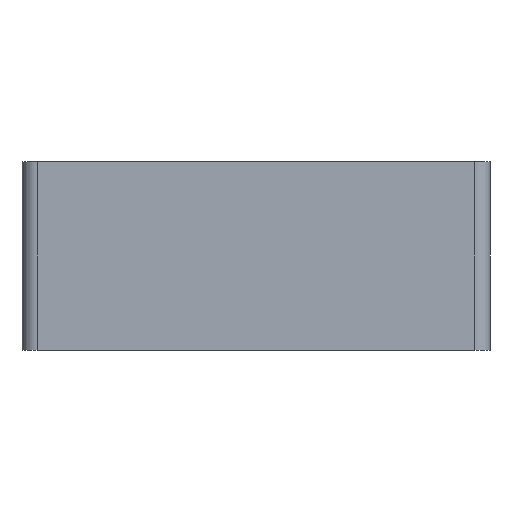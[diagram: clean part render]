
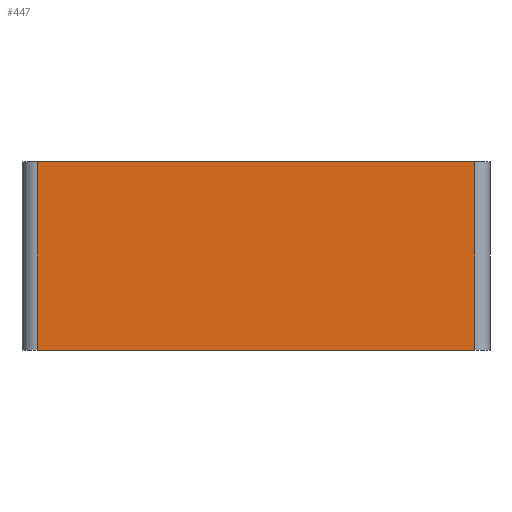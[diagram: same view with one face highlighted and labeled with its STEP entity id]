
A CAD part, left-side view. The second image highlights one B-rep face of the part: STEP entity #447.
In plain terms, the highlighted planar face has unit normal (-1, 0, 0).
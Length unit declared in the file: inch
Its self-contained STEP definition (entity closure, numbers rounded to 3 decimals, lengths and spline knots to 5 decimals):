
#380=CARTESIAN_POINT('',(-0.745,0.435,0.1875));
#381=VERTEX_POINT('',#380);
#399=CARTESIAN_POINT('',(-0.745,0.435,-0.1875));
#400=VERTEX_POINT('',#399);
#408=CARTESIAN_POINT('',(-0.745,0.435,-0.1875));
#409=DIRECTION('',(0.0,0.0,1.0));
#410=VECTOR('',#409,0.375);
#411=LINE('',#408,#410);
#412=EDGE_CURVE('',#400,#381,#411,.T.);
#417=CARTESIAN_POINT('',(-0.745,-0.465,-0.1875));
#418=DIRECTION('',(-1.0,0.0,0.0));
#419=DIRECTION('',(0.0,0.0,1.0));
#420=AXIS2_PLACEMENT_3D('',#417,#418,#419);
#421=PLANE('',#420);
#422=ORIENTED_EDGE('',*,*,#412,.F.);
#423=CARTESIAN_POINT('',(-0.745,-0.435,-0.1875));
#424=VERTEX_POINT('',#423);
#425=CARTESIAN_POINT('',(-0.745,-0.435,-0.1875));
#426=DIRECTION('',(0.0,1.0,0.0));
#427=VECTOR('',#426,0.87);
#428=LINE('',#425,#427);
#429=EDGE_CURVE('',#424,#400,#428,.T.);
#430=ORIENTED_EDGE('',*,*,#429,.F.);
#431=CARTESIAN_POINT('',(-0.745,-0.435,0.1875));
#432=VERTEX_POINT('',#431);
#433=CARTESIAN_POINT('',(-0.745,-0.435,0.1875));
#434=DIRECTION('',(0.0,0.0,-1.0));
#435=VECTOR('',#434,0.375);
#436=LINE('',#433,#435);
#437=EDGE_CURVE('',#432,#424,#436,.T.);
#438=ORIENTED_EDGE('',*,*,#437,.F.);
#439=CARTESIAN_POINT('',(-0.745,-0.435,0.1875));
#440=DIRECTION('',(0.0,1.0,0.0));
#441=VECTOR('',#440,0.87);
#442=LINE('',#439,#441);
#443=EDGE_CURVE('',#432,#381,#442,.T.);
#444=ORIENTED_EDGE('',*,*,#443,.T.);
#445=EDGE_LOOP('',(#422,#430,#438,#444));
#446=FACE_OUTER_BOUND('',#445,.T.);
#447=ADVANCED_FACE('',(#446),#421,.T.);
